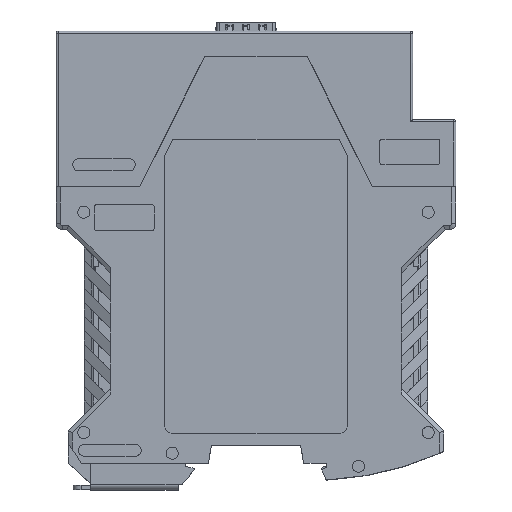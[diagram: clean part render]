
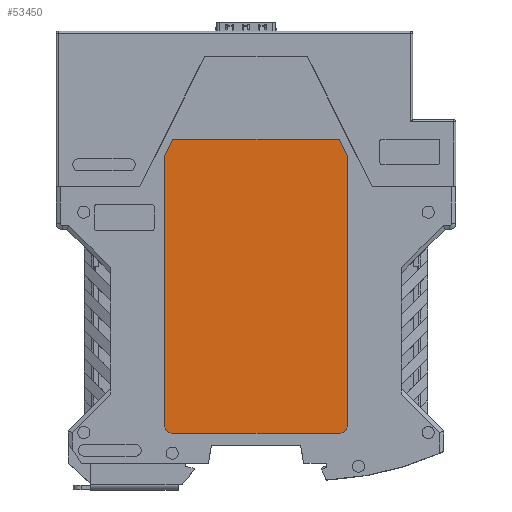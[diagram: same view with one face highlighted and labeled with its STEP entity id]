
A CAD part, top view. The second image highlights one B-rep face of the part: STEP entity #53450.
In plain terms, the highlighted planar face has unit normal (0, 0, 1).
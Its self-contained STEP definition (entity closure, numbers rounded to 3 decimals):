
#514=CIRCLE('',#56499,2.);
#515=CIRCLE('',#56500,2.);
#3057=FACE_OUTER_BOUND('',#5827,.T.);
#5827=EDGE_LOOP('',(#36689,#36690,#36691,#36692,#36693,#36694,#36695,#36696));
#9352=LINE('',#76825,#15919);
#9353=LINE('',#76829,#15920);
#9354=LINE('',#76833,#15921);
#9355=LINE('',#76835,#15922);
#9356=LINE('',#76837,#15923);
#9357=LINE('',#76838,#15924);
#15919=VECTOR('',#61766,1.);
#15920=VECTOR('',#61769,1.);
#15921=VECTOR('',#61772,1.);
#15922=VECTOR('',#61773,1.);
#15923=VECTOR('',#61774,1.);
#15924=VECTOR('',#61775,1.);
#22325=VERTEX_POINT('',#76823);
#22326=VERTEX_POINT('',#76824);
#22327=VERTEX_POINT('',#76826);
#22328=VERTEX_POINT('',#76828);
#22329=VERTEX_POINT('',#76830);
#22330=VERTEX_POINT('',#76832);
#22331=VERTEX_POINT('',#76834);
#22332=VERTEX_POINT('',#76836);
#27927=EDGE_CURVE('',#22325,#22326,#9352,.T.);
#27928=EDGE_CURVE('',#22327,#22326,#514,.T.);
#27929=EDGE_CURVE('',#22327,#22328,#9353,.T.);
#27930=EDGE_CURVE('',#22328,#22329,#515,.T.);
#27931=EDGE_CURVE('',#22329,#22330,#9354,.T.);
#27932=EDGE_CURVE('',#22330,#22331,#9355,.T.);
#27933=EDGE_CURVE('',#22331,#22332,#9356,.T.);
#27934=EDGE_CURVE('',#22332,#22325,#9357,.T.);
#36689=ORIENTED_EDGE('',*,*,#27927,.T.);
#36690=ORIENTED_EDGE('',*,*,#27928,.F.);
#36691=ORIENTED_EDGE('',*,*,#27929,.T.);
#36692=ORIENTED_EDGE('',*,*,#27930,.T.);
#36693=ORIENTED_EDGE('',*,*,#27931,.T.);
#36694=ORIENTED_EDGE('',*,*,#27932,.T.);
#36695=ORIENTED_EDGE('',*,*,#27933,.T.);
#36696=ORIENTED_EDGE('',*,*,#27934,.T.);
#51327=PLANE('',#56498);
#53450=ADVANCED_FACE('',(#3057),#51327,.T.);
#56498=AXIS2_PLACEMENT_3D('',#76822,#61764,#61765);
#56499=AXIS2_PLACEMENT_3D('',#76827,#61767,#61768);
#56500=AXIS2_PLACEMENT_3D('',#76831,#61770,#61771);
#61764=DIRECTION('center_axis',(0.,0.,1.));
#61765=DIRECTION('ref_axis',(1.,0.,0.));
#61766=DIRECTION('',(0.,-1.,0.));
#61767=DIRECTION('center_axis',(0.,0.,-1.));
#61768=DIRECTION('ref_axis',(-1.,0.,0.));
#61769=DIRECTION('',(1.,0.,0.));
#61770=DIRECTION('center_axis',(0.,0.,1.));
#61771=DIRECTION('ref_axis',(1.,0.,0.));
#61772=DIRECTION('',(0.,1.,0.));
#61773=DIRECTION('',(-0.447,0.894,0.));
#61774=DIRECTION('',(-1.,0.,0.));
#61775=DIRECTION('',(-0.447,-0.894,0.));
#76822=CARTESIAN_POINT('Origin',(3.747,57.985,11.1));
#76823=CARTESIAN_POINT('',(-22.65,84.3,11.1));
#76824=CARTESIAN_POINT('',(-22.65,17.4,11.1));
#76825=CARTESIAN_POINT('',(-22.65,0.,11.1));
#76826=CARTESIAN_POINT('',(-20.65,15.4,11.1));
#76827=CARTESIAN_POINT('Origin',(-20.65,17.4,11.1));
#76828=CARTESIAN_POINT('',(20.65,15.4,11.1));
#76829=CARTESIAN_POINT('',(0.,15.4,11.1));
#76830=CARTESIAN_POINT('',(22.65,17.4,11.1));
#76831=CARTESIAN_POINT('Origin',(20.65,17.4,11.1));
#76832=CARTESIAN_POINT('',(22.65,84.3,11.1));
#76833=CARTESIAN_POINT('',(22.65,0.,11.1));
#76834=CARTESIAN_POINT('',(20.65,88.3,11.1));
#76835=CARTESIAN_POINT('',(51.84,25.92,11.1));
#76836=CARTESIAN_POINT('',(-20.65,88.3,11.1));
#76837=CARTESIAN_POINT('',(0.,88.3,11.1));
#76838=CARTESIAN_POINT('',(-51.84,25.92,11.1));
